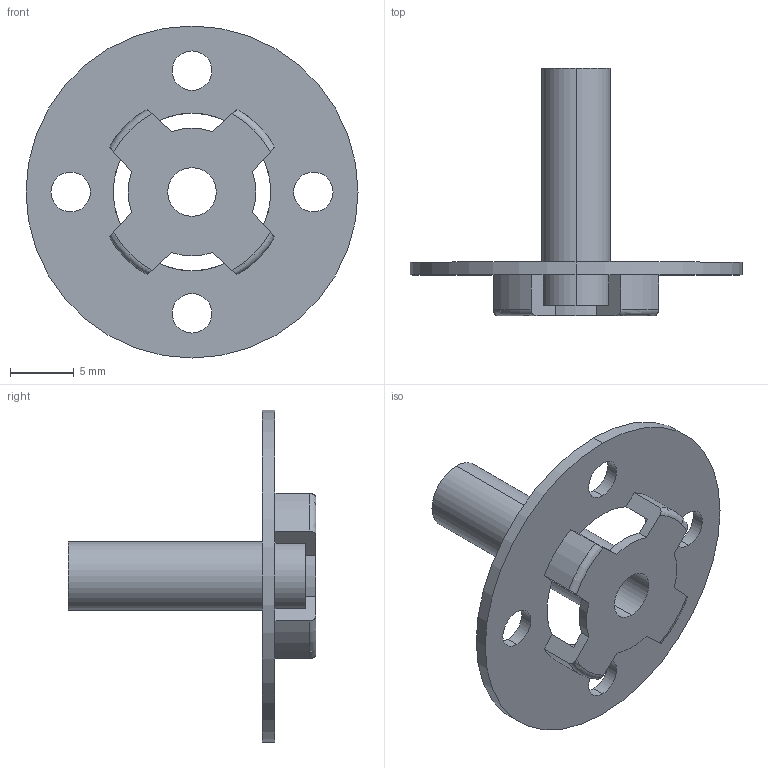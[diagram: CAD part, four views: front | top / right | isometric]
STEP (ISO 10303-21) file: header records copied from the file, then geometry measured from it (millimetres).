
FILE_DESCRIPTION (( 'STEP AP214' ), '1' );
FILE_NAME ('0111.STEP', '2024-01-11T13:13:52', ( '' ), ( '' ), 'SwSTEP 2.0', 'SolidWorks 2022', '' );
FILE_SCHEMA (( 'AUTOMOTIVE_DESIGN' ));
Length unit declared in the file: millimetre
Products named in the file (1): 0111
Bounding box: 26 x 19.4 x 26 mm (x, y, z)
Volume: 731.7 mm3; surface area: 1788.5 mm2
Topology: 1 solids, 1 shells, 42 faces, 135 edges, 90 vertices
Faces by surface type: cylinder 25, plane 13, torus 4
Entity records: 1615 total; most frequent: CARTESIAN_POINT 308, DIRECTION 275, ORIENTED_EDGE 270, EDGE_CURVE 135, AXIS2_PLACEMENT_3D 105, VERTEX_POINT 90, LINE 65, VECTOR 65
